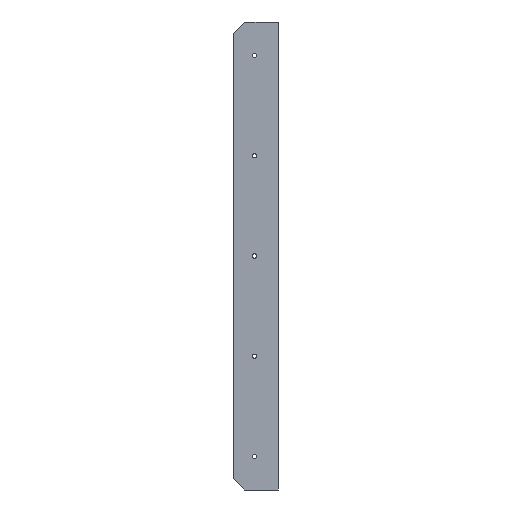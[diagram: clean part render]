
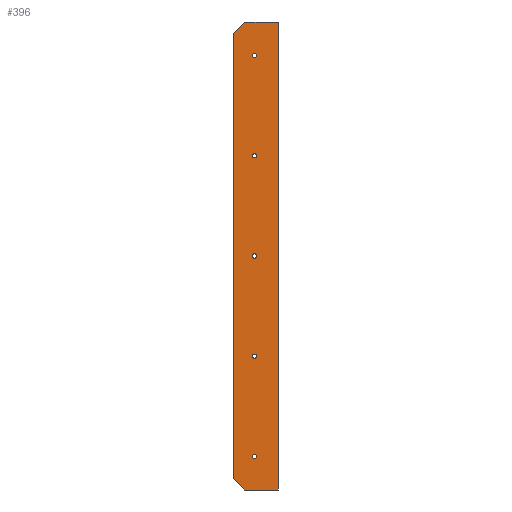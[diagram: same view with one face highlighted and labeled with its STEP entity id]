
A CAD part, front view. The second image highlights one B-rep face of the part: STEP entity #396.
In plain terms, the highlighted planar face has unit normal (0, -1, 0).
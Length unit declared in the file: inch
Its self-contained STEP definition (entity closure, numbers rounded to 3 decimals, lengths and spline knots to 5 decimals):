
#25=FACE_BOUND('',#73,.T.);
#26=FACE_BOUND('',#74,.T.);
#27=FACE_BOUND('',#75,.T.);
#28=FACE_BOUND('',#76,.T.);
#29=FACE_BOUND('',#77,.T.);
#35=CIRCLE('',#433,0.09675);
#36=CIRCLE('',#434,0.09675);
#37=CIRCLE('',#435,0.09675);
#38=CIRCLE('',#436,0.09675);
#39=CIRCLE('',#437,0.09675);
#50=FACE_OUTER_BOUND('',#72,.T.);
#72=EDGE_LOOP('',(#274,#275,#276,#277,#278,#279));
#73=EDGE_LOOP('',(#280));
#74=EDGE_LOOP('',(#281));
#75=EDGE_LOOP('',(#282));
#76=EDGE_LOOP('',(#283));
#77=EDGE_LOOP('',(#284));
#104=LINE('',#589,#144);
#105=LINE('',#591,#145);
#106=LINE('',#593,#146);
#107=LINE('',#595,#147);
#108=LINE('',#597,#148);
#109=LINE('',#598,#149);
#144=VECTOR('',#473,20.);
#145=VECTOR('',#474,0.70711);
#146=VECTOR('',#475,1.5);
#147=VECTOR('',#476,21.);
#148=VECTOR('',#477,1.5);
#149=VECTOR('',#478,0.70711);
#184=VERTEX_POINT('',#587);
#185=VERTEX_POINT('',#588);
#186=VERTEX_POINT('',#590);
#187=VERTEX_POINT('',#592);
#188=VERTEX_POINT('',#594);
#189=VERTEX_POINT('',#596);
#190=VERTEX_POINT('',#599);
#191=VERTEX_POINT('',#601);
#192=VERTEX_POINT('',#603);
#193=VERTEX_POINT('',#605);
#194=VERTEX_POINT('',#607);
#219=EDGE_CURVE('',#184,#185,#104,.T.);
#220=EDGE_CURVE('',#184,#186,#105,.F.);
#221=EDGE_CURVE('',#186,#187,#106,.T.);
#222=EDGE_CURVE('',#187,#188,#107,.T.);
#223=EDGE_CURVE('',#189,#188,#108,.T.);
#224=EDGE_CURVE('',#189,#185,#109,.T.);
#225=EDGE_CURVE('',#190,#190,#35,.T.);
#226=EDGE_CURVE('',#191,#191,#36,.T.);
#227=EDGE_CURVE('',#192,#192,#37,.T.);
#228=EDGE_CURVE('',#193,#193,#38,.T.);
#229=EDGE_CURVE('',#194,#194,#39,.T.);
#274=ORIENTED_EDGE('',*,*,#219,.F.);
#275=ORIENTED_EDGE('',*,*,#220,.T.);
#276=ORIENTED_EDGE('',*,*,#221,.T.);
#277=ORIENTED_EDGE('',*,*,#222,.T.);
#278=ORIENTED_EDGE('',*,*,#223,.F.);
#279=ORIENTED_EDGE('',*,*,#224,.T.);
#280=ORIENTED_EDGE('',*,*,#225,.T.);
#281=ORIENTED_EDGE('',*,*,#226,.T.);
#282=ORIENTED_EDGE('',*,*,#227,.T.);
#283=ORIENTED_EDGE('',*,*,#228,.T.);
#284=ORIENTED_EDGE('',*,*,#229,.T.);
#384=PLANE('',#432);
#396=ADVANCED_FACE('',(#50,#25,#26,#27,#28,#29),#384,.T.);
#432=AXIS2_PLACEMENT_3D('',#586,#471,#472);
#433=AXIS2_PLACEMENT_3D('',#600,#479,#480);
#434=AXIS2_PLACEMENT_3D('',#602,#481,#482);
#435=AXIS2_PLACEMENT_3D('',#604,#483,#484);
#436=AXIS2_PLACEMENT_3D('',#606,#485,#486);
#437=AXIS2_PLACEMENT_3D('',#608,#487,#488);
#471=DIRECTION('center_axis',(0.,-1.,0.));
#472=DIRECTION('ref_axis',(0.,0.,-1.));
#473=DIRECTION('',(0.,0.,1.));
#474=DIRECTION('',(-0.707,0.,0.707));
#475=DIRECTION('',(1.,0.,0.));
#476=DIRECTION('',(0.,0.,1.));
#477=DIRECTION('',(1.,0.,0.));
#478=DIRECTION('',(-0.707,0.,-0.707));
#479=DIRECTION('center_axis',(0.,1.,0.));
#480=DIRECTION('ref_axis',(0.,0.,1.));
#481=DIRECTION('center_axis',(0.,1.,0.));
#482=DIRECTION('ref_axis',(0.,0.,1.));
#483=DIRECTION('center_axis',(0.,1.,0.));
#484=DIRECTION('ref_axis',(0.,0.,1.));
#485=DIRECTION('center_axis',(0.,1.,0.));
#486=DIRECTION('ref_axis',(0.,0.,1.));
#487=DIRECTION('center_axis',(0.,1.,0.));
#488=DIRECTION('ref_axis',(0.,0.,1.));
#586=CARTESIAN_POINT('Origin',(0.,0.,-21.));
#587=CARTESIAN_POINT('',(-2.,0.,-20.5));
#588=CARTESIAN_POINT('',(-2.,0.,-0.5));
#589=CARTESIAN_POINT('',(-2.,0.,-20.5));
#590=CARTESIAN_POINT('',(-1.5,0.,-21.));
#591=CARTESIAN_POINT('',(-1.5,0.,-21.));
#592=CARTESIAN_POINT('',(0.,0.,-21.));
#593=CARTESIAN_POINT('',(-1.5,0.,-21.));
#594=CARTESIAN_POINT('',(0.,0.,0.));
#595=CARTESIAN_POINT('',(0.,0.,-21.));
#596=CARTESIAN_POINT('',(-1.5,0.,0.));
#597=CARTESIAN_POINT('',(-1.5,0.,0.));
#598=CARTESIAN_POINT('',(-1.5,0.,0.));
#599=CARTESIAN_POINT('',(-1.0625,0.,-1.59675));
#600=CARTESIAN_POINT('Origin',(-1.0625,0.,-1.5));
#601=CARTESIAN_POINT('',(-1.0625,0.,-6.09675));
#602=CARTESIAN_POINT('Origin',(-1.0625,0.,-6.));
#603=CARTESIAN_POINT('',(-1.0625,0.,-10.59675));
#604=CARTESIAN_POINT('Origin',(-1.0625,0.,-10.5));
#605=CARTESIAN_POINT('',(-1.0625,0.,-15.09675));
#606=CARTESIAN_POINT('Origin',(-1.0625,0.,-15.));
#607=CARTESIAN_POINT('',(-1.0625,0.,-19.59675));
#608=CARTESIAN_POINT('Origin',(-1.0625,0.,-19.5));
